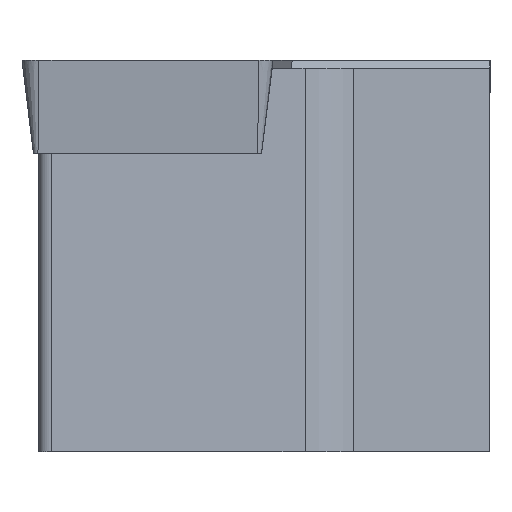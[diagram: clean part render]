
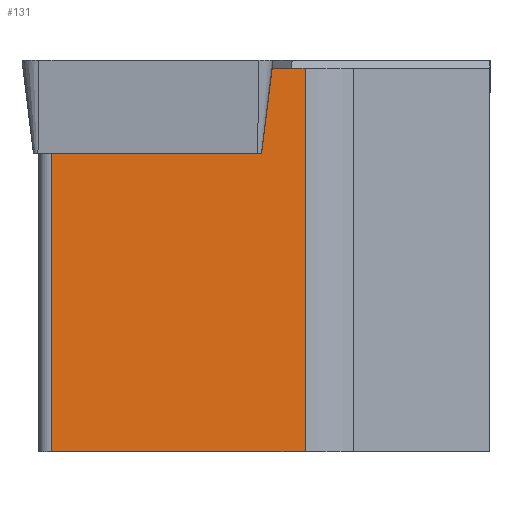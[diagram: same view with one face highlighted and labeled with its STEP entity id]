
A CAD part, left-side view. The second image highlights one B-rep face of the part: STEP entity #131.
In plain terms, the highlighted planar face has unit normal (-0.996, -0.087, 0).
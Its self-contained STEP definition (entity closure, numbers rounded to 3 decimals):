
#131=ADVANCED_FACE('',(#177),#156,.F.);
#156=PLANE('',#596);
#177=FACE_OUTER_BOUND('',#203,.T.);
#203=EDGE_LOOP('',(#384,#385,#386,#387,#388,#389));
#219=LINE('',#756,#273);
#242=LINE('',#805,#296);
#249=LINE('',#820,#303);
#250=LINE('',#824,#304);
#251=LINE('',#826,#305);
#252=LINE('',#827,#306);
#273=VECTOR('',#624,1.);
#296=VECTOR('',#663,1.);
#303=VECTOR('',#676,1.);
#304=VECTOR('',#681,1.);
#305=VECTOR('',#682,1.);
#306=VECTOR('',#683,1.);
#384=ORIENTED_EDGE('',*,*,#538,.T.);
#385=ORIENTED_EDGE('',*,*,#536,.T.);
#386=ORIENTED_EDGE('',*,*,#504,.F.);
#387=ORIENTED_EDGE('',*,*,#539,.T.);
#388=ORIENTED_EDGE('',*,*,#528,.F.);
#389=ORIENTED_EDGE('',*,*,#540,.T.);
#460=VERTEX_POINT('',#755);
#461=VERTEX_POINT('',#757);
#477=VERTEX_POINT('',#803);
#479=VERTEX_POINT('',#806);
#484=VERTEX_POINT('',#821);
#485=VERTEX_POINT('',#825);
#504=EDGE_CURVE('',#460,#461,#219,.T.);
#528=EDGE_CURVE('',#477,#479,#242,.T.);
#536=EDGE_CURVE('',#484,#461,#249,.T.);
#538=EDGE_CURVE('',#485,#484,#250,.T.);
#539=EDGE_CURVE('',#460,#479,#251,.T.);
#540=EDGE_CURVE('',#477,#485,#252,.T.);
#596=AXIS2_PLACEMENT_3D('',#828,#684,#685);
#624=DIRECTION('',(-0.087,0.996,0.));
#663=DIRECTION('',(0.087,-0.996,0.));
#676=DIRECTION('',(0.,0.,-1.));
#681=DIRECTION('',(-0.087,0.996,0.));
#682=DIRECTION('',(0.,0.,1.));
#683=DIRECTION('',(-0.011,0.123,-0.992));
#684=DIRECTION('',(0.996,0.087,0.));
#685=DIRECTION('',(0.087,-0.996,0.));
#755=CARTESIAN_POINT('',(1.03,4.725,-10.));
#756=CARTESIAN_POINT('',(0.463,11.212,-10.));
#757=CARTESIAN_POINT('',(0.463,11.212,-10.));
#803=CARTESIAN_POINT('',(0.957,5.567,-0.2));
#805=CARTESIAN_POINT('',(0.463,11.212,-0.2));
#806=CARTESIAN_POINT('',(1.03,4.725,-0.2));
#820=CARTESIAN_POINT('',(0.463,11.212,-30.));
#821=CARTESIAN_POINT('',(0.463,11.212,-2.38));
#824=CARTESIAN_POINT('',(0.463,11.212,-2.38));
#825=CARTESIAN_POINT('',(0.933,5.837,-2.38));
#826=CARTESIAN_POINT('',(1.03,4.725,-30.));
#827=CARTESIAN_POINT('',(0.63,9.298,-30.24));
#828=CARTESIAN_POINT('',(0.463,11.212,-30.));
